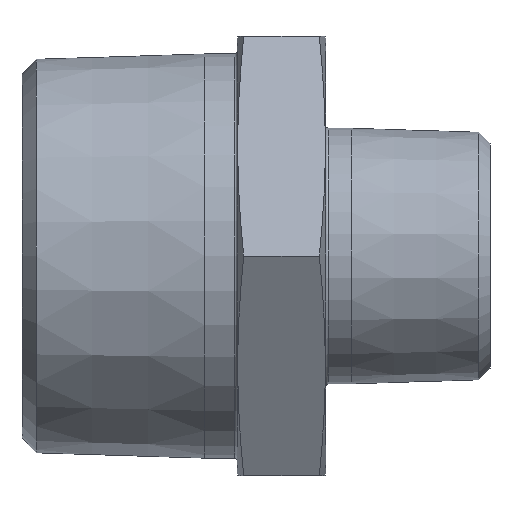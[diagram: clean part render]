
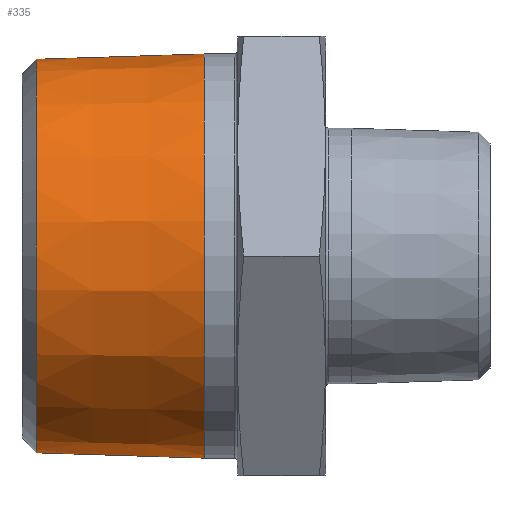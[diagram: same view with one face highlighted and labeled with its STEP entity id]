
A CAD part, front view. The second image highlights one B-rep face of the part: STEP entity #335.
In plain terms, the highlighted conical face has half-angle 1.79 degrees and reference radius 20.955 mm.
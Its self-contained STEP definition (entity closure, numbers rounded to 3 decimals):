
#335 = ADVANCED_FACE ( 'NONE', ( #14388, #6299 ), #7919, .T. ) ;
#411 = CARTESIAN_POINT ( 'NONE',  ( 1.478, 0., 0. ) ) ;
#835 = CIRCLE ( 'NONE', #12480, 20.604 ) ;
#2027 = VERTEX_POINT ( 'NONE', #13733 ) ;
#3302 = EDGE_CURVE ( 'NONE', #2027, #2027, #835, .T. ) ;
#3396 = EDGE_LOOP ( 'NONE', ( #15114 ) ) ;
#3872 = CIRCLE ( 'NONE', #15847, 21.155 ) ;
#6299 = FACE_OUTER_BOUND ( 'NONE', #16473, .T. ) ;
#6405 = DIRECTION ( 'NONE',  ( 0., 0., 1. ) ) ;
#6561 = DIRECTION ( 'NONE',  ( 1., 0., 0. ) ) ;
#6932 = DIRECTION ( 'NONE',  ( 0., 0., 1. ) ) ;
#7648 = AXIS2_PLACEMENT_3D ( 'NONE', #15680, #6561, #11836 ) ;
#7768 = CARTESIAN_POINT ( 'NONE',  ( 19.1, 0., 0. ) ) ;
#7919 = CONICAL_SURFACE ( 'NONE', #7648, 20.955, 0.031 ) ;
#9481 = DIRECTION ( 'NONE',  ( 1., 0., 0. ) ) ;
#10844 = ORIENTED_EDGE ( 'NONE', *, *, #16641, .T. ) ;
#11836 = DIRECTION ( 'NONE',  ( 0., 0., -1. ) ) ;
#12480 = AXIS2_PLACEMENT_3D ( 'NONE', #411, #9481, #6932 ) ;
#12949 = VERTEX_POINT ( 'NONE', #16774 ) ;
#13733 = CARTESIAN_POINT ( 'NONE',  ( 1.478, 0., 20.604 ) ) ;
#14174 = DIRECTION ( 'NONE',  ( -1., 0., 0. ) ) ;
#14388 = FACE_BOUND ( 'NONE', #3396, .T. ) ;
#15114 = ORIENTED_EDGE ( 'NONE', *, *, #3302, .T. ) ;
#15680 = CARTESIAN_POINT ( 'NONE',  ( 12.7, 0., 0. ) ) ;
#15847 = AXIS2_PLACEMENT_3D ( 'NONE', #7768, #14174, #6405 ) ;
#16473 = EDGE_LOOP ( 'NONE', ( #10844 ) ) ;
#16641 = EDGE_CURVE ( 'NONE', #12949, #12949, #3872, .T. ) ;
#16774 = CARTESIAN_POINT ( 'NONE',  ( 19.1, 0., 21.155 ) ) ;
